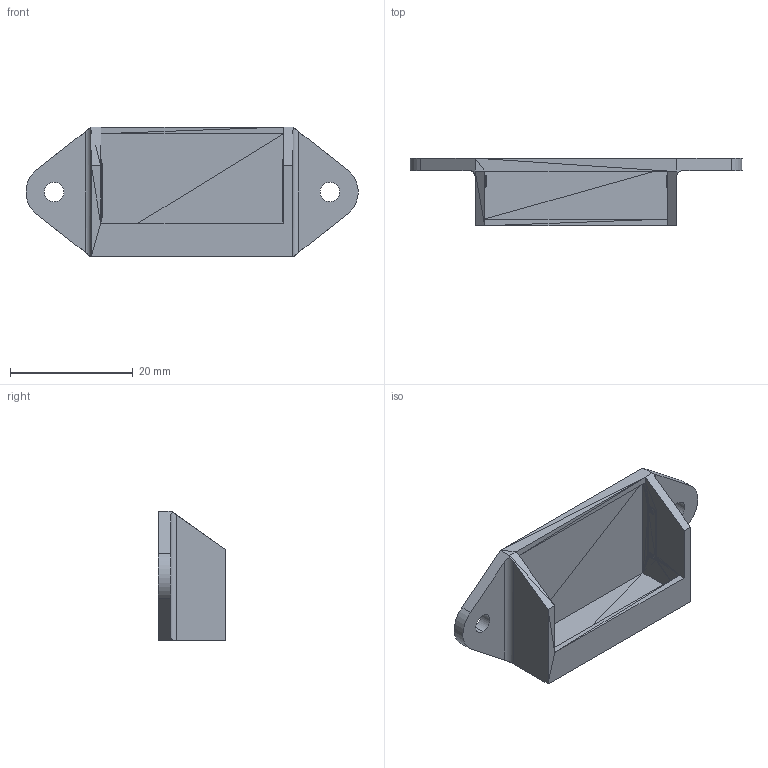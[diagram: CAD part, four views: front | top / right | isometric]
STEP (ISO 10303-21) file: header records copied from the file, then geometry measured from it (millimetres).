
FILE_DESCRIPTION (( 'STEP AP214' ), '1' );
FILE_NAME ('Wago_5x_flach.STEP', '2022-05-04T05:58:43', ( '' ), ( '' ), 'SwSTEP 2.0', 'SolidWorks 2022', '' );
FILE_SCHEMA (( 'AUTOMOTIVE_DESIGN' ));
Length unit declared in the file: millimetre
Products named in the file (1): Wago_5x_flach
Bounding box: 54.17 x 11 x 21.2 mm (x, y, z)
Volume: 2738.2 mm3; surface area: 3659.1 mm2
Topology: 1 solids, 1 shells, 1930 faces, 2928 edges, 1000 vertices
Faces by surface type: plane 1922, cylinder 8
Entity records: 37998 total; most frequent: DIRECTION 6796, CARTESIAN_POINT 5877, ORIENTED_EDGE 5856, EDGE_CURVE 2928, LINE 2910, VECTOR 2910, AXIS2_PLACEMENT_3D 1943, EDGE_LOOP 1934
